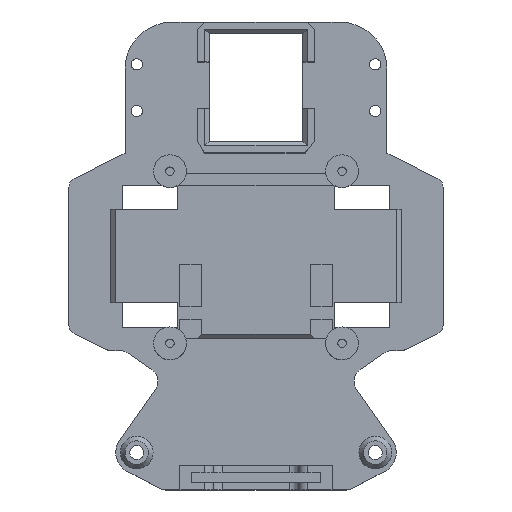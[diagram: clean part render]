
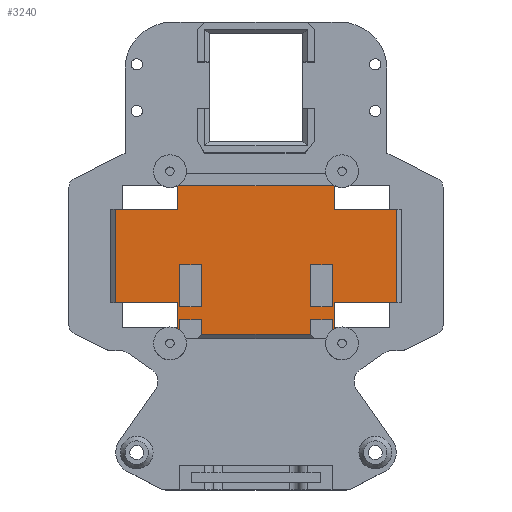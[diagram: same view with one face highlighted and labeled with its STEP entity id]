
A CAD part, top view. The second image highlights one B-rep face of the part: STEP entity #3240.
In plain terms, the highlighted planar face has unit normal (0, 0, 1).
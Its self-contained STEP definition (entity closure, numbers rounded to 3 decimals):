
#15=FACE_BOUND('',#371,.T.);
#16=FACE_BOUND('',#372,.T.);
#44=PLANE('',#3493);
#198=FACE_OUTER_BOUND('',#370,.T.);
#370=EDGE_LOOP('',(#2346,#2347,#2348,#2349,#2350,#2351,#2352,#2353,#2354,
#2355,#2356,#2357,#2358,#2359,#2360,#2361,#2362,#2363,#2364,#2365,#2366,
#2367));
#371=EDGE_LOOP('',(#2368,#2369,#2370,#2371));
#372=EDGE_LOOP('',(#2372,#2373,#2374,#2375));
#596=CIRCLE('',#3473,3.5);
#600=CIRCLE('',#3478,3.5);
#700=LINE('',#4903,#1069);
#701=LINE('',#4904,#1070);
#702=LINE('',#4906,#1071);
#703=LINE('',#4908,#1072);
#704=LINE('',#4910,#1073);
#705=LINE('',#4912,#1074);
#706=LINE('',#4914,#1075);
#707=LINE('',#4915,#1076);
#708=LINE('',#4917,#1077);
#709=LINE('',#4919,#1078);
#710=LINE('',#4921,#1079);
#711=LINE('',#4923,#1080);
#712=LINE('',#4925,#1081);
#713=LINE('',#4927,#1082);
#714=LINE('',#4928,#1083);
#715=LINE('',#4930,#1084);
#716=LINE('',#4932,#1085);
#717=LINE('',#4934,#1086);
#718=LINE('',#4936,#1087);
#719=LINE('',#4937,#1088);
#720=LINE('',#4940,#1089);
#721=LINE('',#4942,#1090);
#722=LINE('',#4944,#1091);
#723=LINE('',#4945,#1092);
#724=LINE('',#4948,#1093);
#725=LINE('',#4950,#1094);
#726=LINE('',#4952,#1095);
#727=LINE('',#4953,#1096);
#1069=VECTOR('',#3919,1000.);
#1070=VECTOR('',#3920,1000.);
#1071=VECTOR('',#3921,1000.);
#1072=VECTOR('',#3922,10.);
#1073=VECTOR('',#3923,1000.);
#1074=VECTOR('',#3924,10.);
#1075=VECTOR('',#3925,1000.);
#1076=VECTOR('',#3926,1000.);
#1077=VECTOR('',#3927,1000.);
#1078=VECTOR('',#3928,1000.);
#1079=VECTOR('',#3929,1000.);
#1080=VECTOR('',#3930,1000.);
#1081=VECTOR('',#3931,1000.);
#1082=VECTOR('',#3932,1000.);
#1083=VECTOR('',#3933,1000.);
#1084=VECTOR('',#3934,1000.);
#1085=VECTOR('',#3935,1000.);
#1086=VECTOR('',#3936,10.);
#1087=VECTOR('',#3937,1000.);
#1088=VECTOR('',#3938,10.);
#1089=VECTOR('',#3939,1000.);
#1090=VECTOR('',#3940,1000.);
#1091=VECTOR('',#3941,1000.);
#1092=VECTOR('',#3942,1000.);
#1093=VECTOR('',#3943,1000.);
#1094=VECTOR('',#3944,1000.);
#1095=VECTOR('',#3945,1000.);
#1096=VECTOR('',#3946,1000.);
#1455=VERTEX_POINT('',#4839);
#1456=VERTEX_POINT('',#4841);
#1462=VERTEX_POINT('',#4856);
#1463=VERTEX_POINT('',#4858);
#1472=VERTEX_POINT('',#4878);
#1479=VERTEX_POINT('',#4894);
#1482=VERTEX_POINT('',#4902);
#1483=VERTEX_POINT('',#4905);
#1484=VERTEX_POINT('',#4907);
#1485=VERTEX_POINT('',#4909);
#1486=VERTEX_POINT('',#4911);
#1487=VERTEX_POINT('',#4913);
#1488=VERTEX_POINT('',#4916);
#1489=VERTEX_POINT('',#4918);
#1490=VERTEX_POINT('',#4920);
#1491=VERTEX_POINT('',#4922);
#1492=VERTEX_POINT('',#4924);
#1493=VERTEX_POINT('',#4926);
#1494=VERTEX_POINT('',#4929);
#1495=VERTEX_POINT('',#4931);
#1496=VERTEX_POINT('',#4933);
#1497=VERTEX_POINT('',#4935);
#1498=VERTEX_POINT('',#4938);
#1499=VERTEX_POINT('',#4939);
#1500=VERTEX_POINT('',#4941);
#1501=VERTEX_POINT('',#4943);
#1502=VERTEX_POINT('',#4946);
#1503=VERTEX_POINT('',#4947);
#1504=VERTEX_POINT('',#4949);
#1505=VERTEX_POINT('',#4951);
#1795=EDGE_CURVE('',#1455,#1456,#596,.T.);
#1804=EDGE_CURVE('',#1462,#1463,#600,.T.);
#1826=EDGE_CURVE('',#1482,#1472,#700,.T.);
#1827=EDGE_CURVE('',#1479,#1472,#701,.T.);
#1828=EDGE_CURVE('',#1479,#1483,#702,.T.);
#1829=EDGE_CURVE('',#1483,#1484,#703,.T.);
#1830=EDGE_CURVE('',#1484,#1485,#704,.T.);
#1831=EDGE_CURVE('',#1485,#1486,#705,.T.);
#1832=EDGE_CURVE('',#1486,#1487,#706,.T.);
#1833=EDGE_CURVE('',#1487,#1463,#707,.T.);
#1834=EDGE_CURVE('',#1488,#1462,#708,.T.);
#1835=EDGE_CURVE('',#1489,#1488,#709,.T.);
#1836=EDGE_CURVE('',#1489,#1490,#710,.T.);
#1837=EDGE_CURVE('',#1490,#1491,#711,.T.);
#1838=EDGE_CURVE('',#1492,#1491,#712,.T.);
#1839=EDGE_CURVE('',#1492,#1493,#713,.T.);
#1840=EDGE_CURVE('',#1493,#1456,#714,.T.);
#1841=EDGE_CURVE('',#1455,#1494,#715,.T.);
#1842=EDGE_CURVE('',#1494,#1495,#716,.T.);
#1843=EDGE_CURVE('',#1495,#1496,#717,.T.);
#1844=EDGE_CURVE('',#1496,#1497,#718,.T.);
#1845=EDGE_CURVE('',#1497,#1482,#719,.T.);
#1846=EDGE_CURVE('',#1498,#1499,#720,.T.);
#1847=EDGE_CURVE('',#1499,#1500,#721,.T.);
#1848=EDGE_CURVE('',#1500,#1501,#722,.T.);
#1849=EDGE_CURVE('',#1501,#1498,#723,.T.);
#1850=EDGE_CURVE('',#1502,#1503,#724,.T.);
#1851=EDGE_CURVE('',#1504,#1502,#725,.T.);
#1852=EDGE_CURVE('',#1505,#1504,#726,.T.);
#1853=EDGE_CURVE('',#1503,#1505,#727,.T.);
#2346=ORIENTED_EDGE('',*,*,#1826,.T.);
#2347=ORIENTED_EDGE('',*,*,#1827,.F.);
#2348=ORIENTED_EDGE('',*,*,#1828,.T.);
#2349=ORIENTED_EDGE('',*,*,#1829,.T.);
#2350=ORIENTED_EDGE('',*,*,#1830,.T.);
#2351=ORIENTED_EDGE('',*,*,#1831,.T.);
#2352=ORIENTED_EDGE('',*,*,#1832,.T.);
#2353=ORIENTED_EDGE('',*,*,#1833,.T.);
#2354=ORIENTED_EDGE('',*,*,#1804,.F.);
#2355=ORIENTED_EDGE('',*,*,#1834,.F.);
#2356=ORIENTED_EDGE('',*,*,#1835,.F.);
#2357=ORIENTED_EDGE('',*,*,#1836,.T.);
#2358=ORIENTED_EDGE('',*,*,#1837,.T.);
#2359=ORIENTED_EDGE('',*,*,#1838,.F.);
#2360=ORIENTED_EDGE('',*,*,#1839,.T.);
#2361=ORIENTED_EDGE('',*,*,#1840,.T.);
#2362=ORIENTED_EDGE('',*,*,#1795,.F.);
#2363=ORIENTED_EDGE('',*,*,#1841,.T.);
#2364=ORIENTED_EDGE('',*,*,#1842,.T.);
#2365=ORIENTED_EDGE('',*,*,#1843,.T.);
#2366=ORIENTED_EDGE('',*,*,#1844,.T.);
#2367=ORIENTED_EDGE('',*,*,#1845,.T.);
#2368=ORIENTED_EDGE('',*,*,#1846,.T.);
#2369=ORIENTED_EDGE('',*,*,#1847,.T.);
#2370=ORIENTED_EDGE('',*,*,#1848,.T.);
#2371=ORIENTED_EDGE('',*,*,#1849,.T.);
#2372=ORIENTED_EDGE('',*,*,#1850,.F.);
#2373=ORIENTED_EDGE('',*,*,#1851,.F.);
#2374=ORIENTED_EDGE('',*,*,#1852,.F.);
#2375=ORIENTED_EDGE('',*,*,#1853,.F.);
#3240=ADVANCED_FACE('',(#198,#15,#16),#44,.T.);
#3473=AXIS2_PLACEMENT_3D('',#4842,#3863,#3864);
#3478=AXIS2_PLACEMENT_3D('',#4859,#3878,#3879);
#3493=AXIS2_PLACEMENT_3D('',#4901,#3917,#3918);
#3863=DIRECTION('center_axis',(0.,0.,1.));
#3864=DIRECTION('ref_axis',(1.,0.,0.));
#3878=DIRECTION('center_axis',(0.,0.,1.));
#3879=DIRECTION('ref_axis',(1.,0.,0.));
#3917=DIRECTION('center_axis',(0.,0.,1.));
#3918=DIRECTION('ref_axis',(1.,0.,0.));
#3919=DIRECTION('',(0.,1.,0.));
#3920=DIRECTION('',(1.,0.,0.));
#3921=DIRECTION('',(0.,-1.,0.));
#3922=DIRECTION('',(-1.,0.,0.));
#3923=DIRECTION('',(0.,-1.,0.));
#3924=DIRECTION('',(1.,0.,0.));
#3925=DIRECTION('',(0.,-1.,0.));
#3926=DIRECTION('',(-1.,0.,0.));
#3927=DIRECTION('',(0.,-1.,0.));
#3928=DIRECTION('',(-1.,0.,0.));
#3929=DIRECTION('',(0.,-1.,0.));
#3930=DIRECTION('',(1.,0.,0.));
#3931=DIRECTION('',(0.,-1.,0.));
#3932=DIRECTION('',(1.,0.,0.));
#3933=DIRECTION('',(0.,-1.,0.));
#3934=DIRECTION('',(-1.,0.,0.));
#3935=DIRECTION('',(0.,1.,0.));
#3936=DIRECTION('',(1.,0.,0.));
#3937=DIRECTION('',(0.,1.,0.));
#3938=DIRECTION('',(-1.,0.,0.));
#3939=DIRECTION('',(0.,1.,0.));
#3940=DIRECTION('',(1.,0.,0.));
#3941=DIRECTION('',(0.,-1.,0.));
#3942=DIRECTION('',(-1.,0.,0.));
#3943=DIRECTION('',(1.,0.,0.));
#3944=DIRECTION('',(0.,-1.,0.));
#3945=DIRECTION('',(-1.,0.,0.));
#3946=DIRECTION('',(0.,1.,0.));
#4839=CARTESIAN_POINT('',(18.4,-11.558,19.2));
#4841=CARTESIAN_POINT('',(16.349,-12.221,19.2));
#4842=CARTESIAN_POINT('Origin',(18.4,-15.058,19.2));
#4856=CARTESIAN_POINT('',(-16.349,-12.221,19.2));
#4858=CARTESIAN_POINT('',(-18.4,-11.558,19.2));
#4859=CARTESIAN_POINT('Origin',(-18.4,-15.058,19.2));
#4878=CARTESIAN_POINT('',(16.775,18.642,19.2));
#4894=CARTESIAN_POINT('',(-16.775,18.642,19.2));
#4901=CARTESIAN_POINT('Origin',(0.,0.,19.2));
#4902=CARTESIAN_POINT('',(16.775,13.642,19.2));
#4903=CARTESIAN_POINT('',(16.775,18.642,19.2));
#4904=CARTESIAN_POINT('',(-16.775,18.642,19.2));
#4905=CARTESIAN_POINT('',(-16.775,13.642,19.2));
#4906=CARTESIAN_POINT('',(-16.775,18.642,19.2));
#4907=CARTESIAN_POINT('',(-30.1,13.642,19.2));
#4908=CARTESIAN_POINT('',(-15.55,13.642,19.2));
#4909=CARTESIAN_POINT('',(-30.1,-6.358,19.2));
#4910=CARTESIAN_POINT('',(-30.1,-1.458,19.2));
#4911=CARTESIAN_POINT('',(-16.775,-6.358,19.2));
#4912=CARTESIAN_POINT('',(-15.55,-6.358,19.2));
#4913=CARTESIAN_POINT('',(-16.775,-11.558,19.2));
#4914=CARTESIAN_POINT('',(-16.775,-1.458,19.2));
#4915=CARTESIAN_POINT('',(-18.75,-11.558,19.2));
#4916=CARTESIAN_POINT('',(-16.349,-10.058,19.2));
#4917=CARTESIAN_POINT('',(-16.349,0.,19.2));
#4918=CARTESIAN_POINT('',(-11.649,-10.058,19.2));
#4919=CARTESIAN_POINT('',(0.,-10.058,19.2));
#4920=CARTESIAN_POINT('',(-11.649,-13.058,19.2));
#4921=CARTESIAN_POINT('',(-11.649,0.,19.2));
#4922=CARTESIAN_POINT('',(11.649,-13.058,19.2));
#4923=CARTESIAN_POINT('',(11.649,-13.058,19.2));
#4924=CARTESIAN_POINT('',(11.649,-10.058,19.2));
#4925=CARTESIAN_POINT('',(11.649,0.,19.2));
#4926=CARTESIAN_POINT('',(16.349,-10.058,19.2));
#4927=CARTESIAN_POINT('',(0.,-10.058,19.2));
#4928=CARTESIAN_POINT('',(16.349,0.,19.2));
#4929=CARTESIAN_POINT('',(16.775,-11.558,19.2));
#4930=CARTESIAN_POINT('',(-18.75,-11.558,19.2));
#4931=CARTESIAN_POINT('',(16.775,-6.358,19.2));
#4932=CARTESIAN_POINT('',(16.775,-1.458,19.2));
#4933=CARTESIAN_POINT('',(30.1,-6.358,19.2));
#4934=CARTESIAN_POINT('',(15.55,-6.358,19.2));
#4935=CARTESIAN_POINT('',(30.1,13.642,19.2));
#4936=CARTESIAN_POINT('',(30.1,8.542,19.2));
#4937=CARTESIAN_POINT('',(15.55,13.642,19.2));
#4938=CARTESIAN_POINT('',(-16.349,-7.258,19.2));
#4939=CARTESIAN_POINT('',(-16.349,1.742,19.2));
#4940=CARTESIAN_POINT('',(-16.349,0.,19.2));
#4941=CARTESIAN_POINT('',(-11.649,1.742,19.2));
#4942=CARTESIAN_POINT('',(0.,1.742,19.2));
#4943=CARTESIAN_POINT('',(-11.649,-7.258,19.2));
#4944=CARTESIAN_POINT('',(-11.649,0.,19.2));
#4945=CARTESIAN_POINT('',(0.,-7.258,19.2));
#4946=CARTESIAN_POINT('',(11.649,-7.258,19.2));
#4947=CARTESIAN_POINT('',(16.349,-7.258,19.2));
#4948=CARTESIAN_POINT('',(0.,-7.258,19.2));
#4949=CARTESIAN_POINT('',(11.649,1.742,19.2));
#4950=CARTESIAN_POINT('',(11.649,0.,19.2));
#4951=CARTESIAN_POINT('',(16.349,1.742,19.2));
#4952=CARTESIAN_POINT('',(0.,1.742,19.2));
#4953=CARTESIAN_POINT('',(16.349,0.,19.2));
